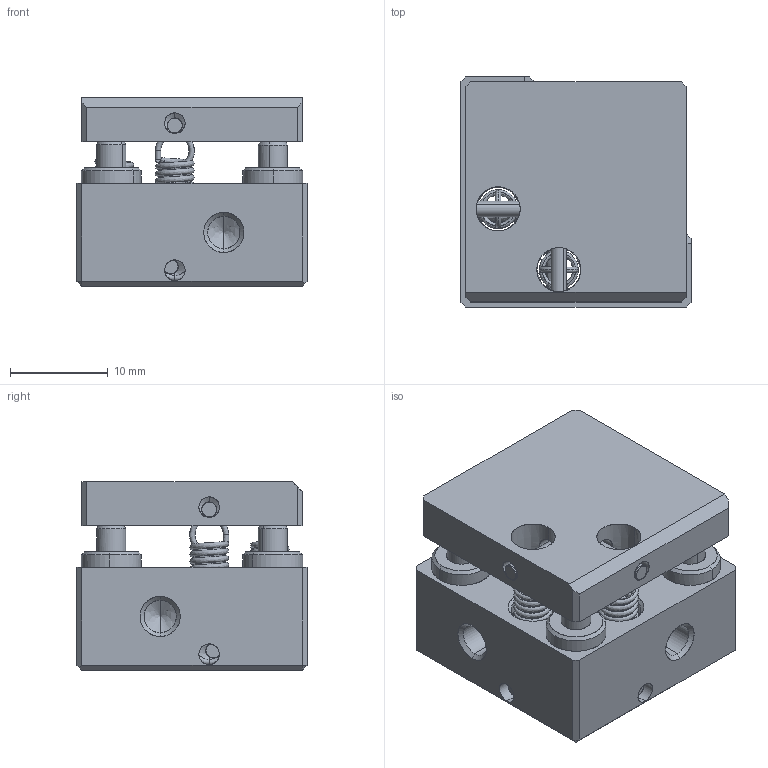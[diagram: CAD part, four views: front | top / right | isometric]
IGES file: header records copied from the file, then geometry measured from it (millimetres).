
Start section: SolidWorks IGES file using analytic representation for surfaces
Global section: file name: 34722_Default.igs; native system: SolidWorks 2016; preprocessor: SolidWorks 2016; author: clopez; date: 170302.144139; units: millimetre
Bounding box: 23.5 x 23.5 x 19.26 mm (x, y, z)
Surface area: 4902.2 mm2 (no closed solid volume)
Topology: 0 solids, 0 shells, 460 faces, 5894 edges, 5858 vertices
Faces by surface type: revolution 276, bspline 184
